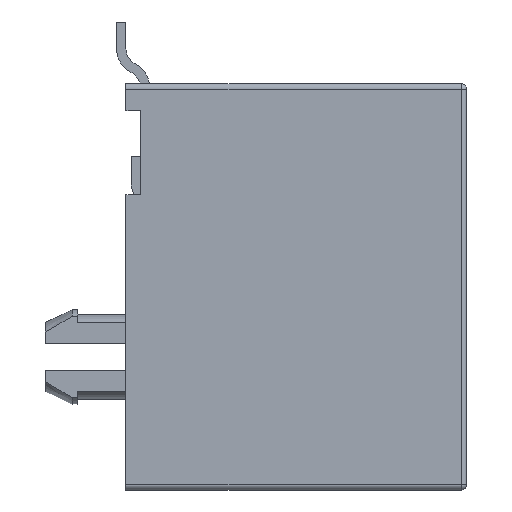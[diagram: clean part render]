
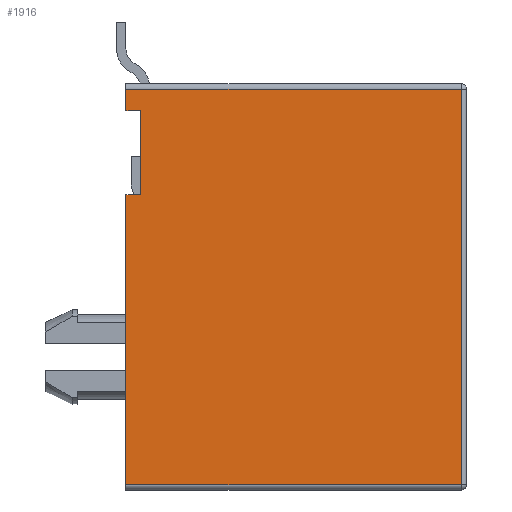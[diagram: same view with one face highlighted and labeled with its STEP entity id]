
A CAD part, left-side view. The second image highlights one B-rep face of the part: STEP entity #1916.
In plain terms, the highlighted planar face has unit normal (-1, 0, 0).
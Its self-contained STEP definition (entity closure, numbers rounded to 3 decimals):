
#1916 = ADVANCED_FACE( '', ( #4101 ), #4102, .F. );
#4101 = FACE_OUTER_BOUND( '', #5630, .T. );
#4102 = PLANE( '', #5631 );
#5630 = EDGE_LOOP( '', ( #8287, #8288, #8289, #8290, #8291, #8292, #8293, #8294 ) );
#5631 = AXIS2_PLACEMENT_3D( '', #8295, #8296, #8297 );
#8287 = ORIENTED_EDGE( '', *, *, #12644, .T. );
#8288 = ORIENTED_EDGE( '', *, *, #12714, .T. );
#8289 = ORIENTED_EDGE( '', *, *, #12715, .T. );
#8290 = ORIENTED_EDGE( '', *, *, #12716, .T. );
#8291 = ORIENTED_EDGE( '', *, *, #12717, .T. );
#8292 = ORIENTED_EDGE( '', *, *, #12597, .F. );
#8293 = ORIENTED_EDGE( '', *, *, #12718, .F. );
#8294 = ORIENTED_EDGE( '', *, *, #12719, .F. );
#8295 = CARTESIAN_POINT( '', ( -7.62, -6.35, 7.575 ) );
#8296 = DIRECTION( '', ( 1., 0., 0. ) );
#8297 = DIRECTION( '', ( 0., 0., -1. ) );
#12597 = EDGE_CURVE( '', #14775, #14768, #14777, .T. );
#12644 = EDGE_CURVE( '', #14858, #14856, #14859, .T. );
#12714 = EDGE_CURVE( '', #14856, #14964, #14965, .F. );
#12715 = EDGE_CURVE( '', #14964, #14966, #14967, .F. );
#12716 = EDGE_CURVE( '', #14966, #14968, #14969, .T. );
#12717 = EDGE_CURVE( '', #14968, #14768, #14970, .T. );
#12718 = EDGE_CURVE( '', #14971, #14775, #14972, .T. );
#12719 = EDGE_CURVE( '', #14858, #14971, #14973, .T. );
#14768 = VERTEX_POINT( '', #17080 );
#14775 = VERTEX_POINT( '', #17092 );
#14777 = LINE( '', #17095, #17096 );
#14856 = VERTEX_POINT( '', #17217 );
#14858 = VERTEX_POINT( '', #17219 );
#14859 = LINE( '', #17220, #17221 );
#14964 = VERTEX_POINT( '', #17395 );
#14965 = LINE( '', #17396, #17397 );
#14966 = VERTEX_POINT( '', #17398 );
#14967 = LINE( '', #17399, #17400 );
#14968 = VERTEX_POINT( '', #17401 );
#14969 = LINE( '', #17402, #17403 );
#14970 = LINE( '', #17404, #17405 );
#14971 = VERTEX_POINT( '', #17406 );
#14972 = LINE( '', #17407, #17408 );
#14973 = LINE( '', #17409, #17410 );
#17080 = CARTESIAN_POINT( '', ( -7.62, 6.35, 6.575 ) );
#17092 = CARTESIAN_POINT( '', ( -7.62, 5.8, 6.575 ) );
#17095 = CARTESIAN_POINT( '', ( -7.62, -6.35, 6.575 ) );
#17096 = VECTOR( '', #19500, 1000. );
#17217 = CARTESIAN_POINT( '', ( -7.62, 6.35, -7.375 ) );
#17219 = CARTESIAN_POINT( '', ( -7.62, 6.35, 3.425 ) );
#17220 = CARTESIAN_POINT( '', ( -7.62, 6.35, 7.575 ) );
#17221 = VECTOR( '', #19555, 1000. );
#17395 = CARTESIAN_POINT( '', ( -7.62, -6.15, -7.375 ) );
#17396 = CARTESIAN_POINT( '', ( -7.62, -6.35, -7.375 ) );
#17397 = VECTOR( '', #19625, 1000. );
#17398 = CARTESIAN_POINT( '', ( -7.62, -6.15, 7.375 ) );
#17399 = CARTESIAN_POINT( '', ( -7.62, -6.15, 7.575 ) );
#17400 = VECTOR( '', #19626, 1000. );
#17401 = CARTESIAN_POINT( '', ( -7.62, 6.35, 7.375 ) );
#17402 = CARTESIAN_POINT( '', ( -7.62, -6.35, 7.375 ) );
#17403 = VECTOR( '', #19627, 1000. );
#17404 = CARTESIAN_POINT( '', ( -7.62, 6.35, 7.575 ) );
#17405 = VECTOR( '', #19628, 1000. );
#17406 = CARTESIAN_POINT( '', ( -7.62, 5.8, 3.425 ) );
#17407 = CARTESIAN_POINT( '', ( -7.62, 5.8, 7.575 ) );
#17408 = VECTOR( '', #19629, 1000. );
#17409 = CARTESIAN_POINT( '', ( -7.62, -6.35, 3.425 ) );
#17410 = VECTOR( '', #19630, 1000. );
#19500 = DIRECTION( '', ( 0., 1., 0. ) );
#19555 = DIRECTION( '', ( 0., 0., -1. ) );
#19625 = DIRECTION( '', ( 0., 1., 0. ) );
#19626 = DIRECTION( '', ( 0., 0., -1. ) );
#19627 = DIRECTION( '', ( 0., 1., 0. ) );
#19628 = DIRECTION( '', ( 0., 0., -1. ) );
#19629 = DIRECTION( '', ( 0., 0., 1. ) );
#19630 = DIRECTION( '', ( 0., -1., 0. ) );
